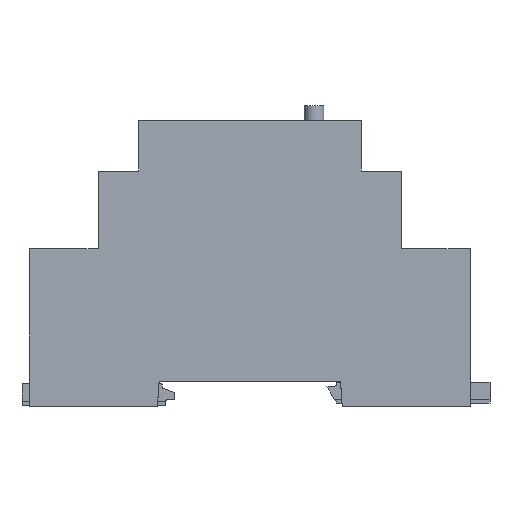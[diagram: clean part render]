
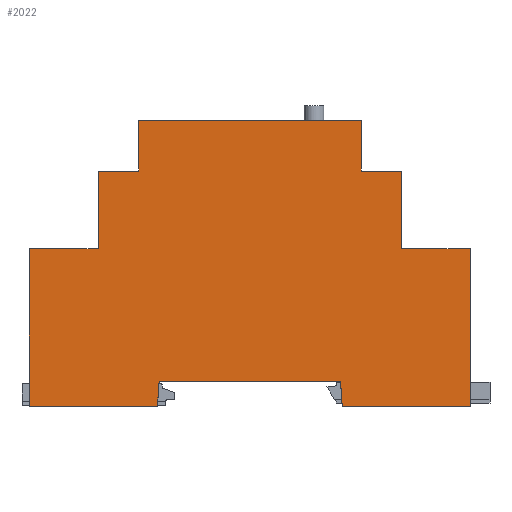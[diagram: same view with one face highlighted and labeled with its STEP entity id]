
A CAD part, left-side view. The second image highlights one B-rep face of the part: STEP entity #2022.
In plain terms, the highlighted planar face has unit normal (-1, 0, 0).
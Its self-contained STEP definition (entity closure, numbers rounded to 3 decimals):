
#2022=ADVANCED_FACE('',(#7522),#7524,.T.);
#7522=FACE_BOUND('',#7523,.T.);
#7523=EDGE_LOOP('',(#12432,#12433,#12434,#12435,#12436,#12437,#12438,#12439,#12440,
#12441,#12442,#12443,#12444,#12445,#12446,#12447));
#7524=PLANE('',#7525);
#7525=AXIS2_PLACEMENT_3D('',#7526,#7527,#7528);
#7526=CARTESIAN_POINT('',(-35.5,0.,0.));
#7527=DIRECTION('',(-1.,0.,0.));
#7528=DIRECTION('',(0.,0.,-1.));
#12432=ORIENTED_EDGE('',*,*,#15745,.T.);
#12433=ORIENTED_EDGE('',*,*,#15746,.T.);
#12434=ORIENTED_EDGE('',*,*,#15747,.T.);
#12435=ORIENTED_EDGE('',*,*,#15748,.T.);
#12436=ORIENTED_EDGE('',*,*,#15749,.T.);
#12437=ORIENTED_EDGE('',*,*,#15750,.T.);
#12438=ORIENTED_EDGE('',*,*,#15751,.T.);
#12439=ORIENTED_EDGE('',*,*,#15752,.T.);
#12440=ORIENTED_EDGE('',*,*,#15753,.T.);
#12441=ORIENTED_EDGE('',*,*,#15754,.T.);
#12442=ORIENTED_EDGE('',*,*,#15755,.T.);
#12443=ORIENTED_EDGE('',*,*,#15655,.T.);
#12444=ORIENTED_EDGE('',*,*,#15744,.T.);
#12445=ORIENTED_EDGE('',*,*,#15756,.T.);
#12446=ORIENTED_EDGE('',*,*,#15757,.T.);
#12447=ORIENTED_EDGE('',*,*,#15758,.T.);
#15655=EDGE_CURVE('',#18132,#18130,#18133,.T.);
#15744=EDGE_CURVE('',#18130,#18297,#18299,.T.);
#15745=EDGE_CURVE('',#18300,#18301,#18302,.T.);
#15746=EDGE_CURVE('',#18301,#18303,#18304,.T.);
#15747=EDGE_CURVE('',#18303,#18305,#18306,.T.);
#15748=EDGE_CURVE('',#18305,#18307,#18308,.T.);
#15749=EDGE_CURVE('',#18307,#18309,#18310,.T.);
#15750=EDGE_CURVE('',#18309,#18311,#18312,.T.);
#15751=EDGE_CURVE('',#18311,#18313,#18314,.T.);
#15752=EDGE_CURVE('',#18313,#18315,#18316,.T.);
#15753=EDGE_CURVE('',#18315,#18317,#18318,.T.);
#15754=EDGE_CURVE('',#18317,#18319,#18320,.T.);
#15755=EDGE_CURVE('',#18319,#18132,#18321,.T.);
#15756=EDGE_CURVE('',#18297,#18322,#18323,.T.);
#15757=EDGE_CURVE('',#18322,#18324,#18325,.T.);
#15758=EDGE_CURVE('',#18324,#18300,#18326,.T.);
#18130=VERTEX_POINT('',#22761);
#18132=VERTEX_POINT('',#22765);
#18133=LINE('',#22766,#22767);
#18297=VERTEX_POINT('',#23139);
#18299=LINE('',#23143,#23144);
#18300=VERTEX_POINT('',#23146);
#18301=VERTEX_POINT('',#23147);
#18302=LINE('',#23148,#23149);
#18303=VERTEX_POINT('',#23151);
#18304=LINE('',#23152,#23153);
#18305=VERTEX_POINT('',#23155);
#18306=LINE('',#23156,#23157);
#18307=VERTEX_POINT('',#23159);
#18308=LINE('',#23160,#23161);
#18309=VERTEX_POINT('',#23163);
#18310=LINE('',#23164,#23165);
#18311=VERTEX_POINT('',#23167);
#18312=LINE('',#23168,#23169);
#18313=VERTEX_POINT('',#23171);
#18314=LINE('',#23172,#23173);
#18315=VERTEX_POINT('',#23175);
#18316=LINE('',#23176,#23177);
#18317=VERTEX_POINT('',#23179);
#18318=LINE('',#23180,#23181);
#18319=VERTEX_POINT('',#23183);
#18320=LINE('',#23184,#23185);
#18321=LINE('',#23187,#23188);
#18322=VERTEX_POINT('',#23190);
#18323=LINE('',#23191,#23192);
#18324=VERTEX_POINT('',#23194);
#18325=LINE('',#23195,#23196);
#18326=LINE('',#23198,#23199);
#22761=CARTESIAN_POINT('',(-35.5,22.5,52.804));
#22765=CARTESIAN_POINT('',(-35.5,-22.5,52.804));
#22766=CARTESIAN_POINT('',(-35.5,-22.5,52.804));
#22767=VECTOR('',#22768,1.);
#22768=DIRECTION('',(0.,1.,0.));
#23139=CARTESIAN_POINT('',(-35.5,22.5,42.606));
#23143=CARTESIAN_POINT('',(-35.5,22.5,52.804));
#23144=VECTOR('',#23145,1.);
#23145=DIRECTION('',(0.,0.,-1.));
#23146=CARTESIAN_POINT('',(-35.5,44.6,26.878));
#23147=CARTESIAN_POINT('',(-35.5,44.6,-4.987));
#23148=CARTESIAN_POINT('',(-35.5,44.6,26.878));
#23149=VECTOR('',#23150,1.);
#23150=DIRECTION('',(0.,0.,-1.));
#23151=CARTESIAN_POINT('',(-35.5,18.7,-4.987));
#23152=CARTESIAN_POINT('',(-35.5,44.6,-4.987));
#23153=VECTOR('',#23154,1.);
#23154=DIRECTION('',(0.,-1.,0.));
#23155=CARTESIAN_POINT('',(-35.5,18.351,0.));
#23156=CARTESIAN_POINT('',(-35.5,18.7,-4.987));
#23157=VECTOR('',#23158,1.);
#23158=DIRECTION('',(0.,-0.07,0.998));
#23159=CARTESIAN_POINT('',(-35.5,-18.351,0.));
#23160=CARTESIAN_POINT('',(-35.5,18.351,0.));
#23161=VECTOR('',#23162,1.);
#23162=DIRECTION('',(0.,-1.,0.));
#23163=CARTESIAN_POINT('',(-35.5,-18.7,-4.987));
#23164=CARTESIAN_POINT('',(-35.5,-18.351,0.));
#23165=VECTOR('',#23166,1.);
#23166=DIRECTION('',(0.,-0.07,-0.998));
#23167=CARTESIAN_POINT('',(-35.5,-44.6,-4.987));
#23168=CARTESIAN_POINT('',(-35.5,-18.7,-4.987));
#23169=VECTOR('',#23170,1.);
#23170=DIRECTION('',(0.,-1.,0.));
#23171=CARTESIAN_POINT('',(-35.5,-44.6,26.878));
#23172=CARTESIAN_POINT('',(-35.5,-44.6,-4.987));
#23173=VECTOR('',#23174,1.);
#23174=DIRECTION('',(0.,0.,1.));
#23175=CARTESIAN_POINT('',(-35.5,-30.7,26.878));
#23176=CARTESIAN_POINT('',(-35.5,-44.6,26.878));
#23177=VECTOR('',#23178,1.);
#23178=DIRECTION('',(0.,1.,0.));
#23179=CARTESIAN_POINT('',(-35.5,-30.7,42.606));
#23180=CARTESIAN_POINT('',(-35.5,-30.7,26.878));
#23181=VECTOR('',#23182,1.);
#23182=DIRECTION('',(0.,0.,1.));
#23183=CARTESIAN_POINT('',(-35.5,-22.5,42.606));
#23184=CARTESIAN_POINT('',(-35.5,-30.7,42.606));
#23185=VECTOR('',#23186,1.);
#23186=DIRECTION('',(0.,1.,0.));
#23187=CARTESIAN_POINT('',(-35.5,-22.5,42.606));
#23188=VECTOR('',#23189,1.);
#23189=DIRECTION('',(0.,0.,1.));
#23190=CARTESIAN_POINT('',(-35.5,30.7,42.606));
#23191=CARTESIAN_POINT('',(-35.5,22.5,42.606));
#23192=VECTOR('',#23193,1.);
#23193=DIRECTION('',(0.,1.,0.));
#23194=CARTESIAN_POINT('',(-35.5,30.7,26.878));
#23195=CARTESIAN_POINT('',(-35.5,30.7,42.606));
#23196=VECTOR('',#23197,1.);
#23197=DIRECTION('',(0.,0.,-1.));
#23198=CARTESIAN_POINT('',(-35.5,30.7,26.878));
#23199=VECTOR('',#23200,1.);
#23200=DIRECTION('',(0.,1.,0.));
